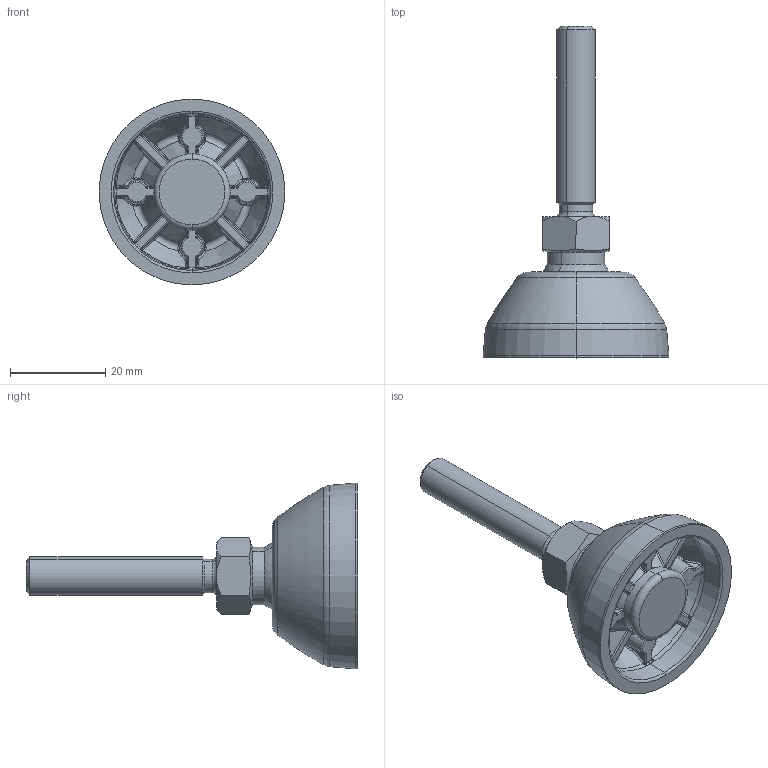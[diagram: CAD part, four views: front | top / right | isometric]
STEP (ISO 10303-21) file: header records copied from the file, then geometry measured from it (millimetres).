
FILE_DESCRIPTION (( 'STEP AP214' ), '1' );
FILE_NAME ('9D040K08040M.STEP', '2014-09-10T12:25:16', ( '' ), ( '' ), 'SwSTEP 2.0', 'SolidWorks 2014', '' );
FILE_SCHEMA (( 'AUTOMOTIVE_DESIGN' ));
Length unit declared in the file: millimetre
Products named in the file (3): 098dm08025m-Tab_098 dm 16 040 ; 098d040k_098d040; 9D040K08040M
Assembly tree (2 placements, depth 2):
  9D040K08040M
    098d040k_098d040
    098dm08025m-Tab_098 dm 16 040 
Bounding box: 39 x 69.6 x 39 mm (x, y, z)
Volume: 14912.5 mm3; surface area: 7777.5 mm2
Topology: 2 solids, 2 shells, 388 faces, 916 edges, 517 vertices
Faces by surface type: bspline 190, torus 51, plane 49, cone 44, cylinder 34, sphere 20
Entity records: 14658 total; most frequent: CARTESIAN_POINT 7168, ORIENTED_EDGE 1774, DIRECTION 1260, EDGE_CURVE 887, AXIS2_PLACEMENT_3D 588, VERTEX_POINT 510, B_SPLINE_CURVE_WITH_KNOTS 418, EDGE_LOOP 395
